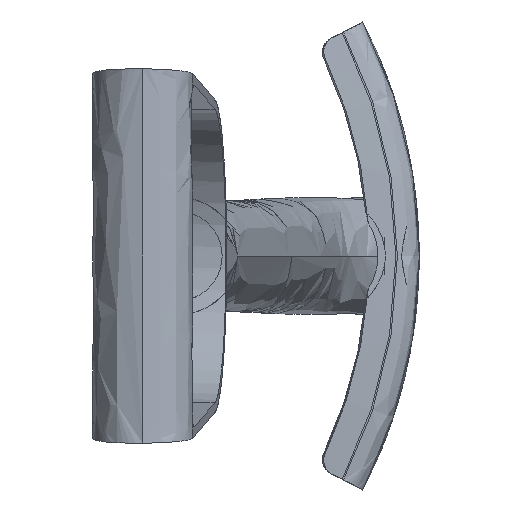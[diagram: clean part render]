
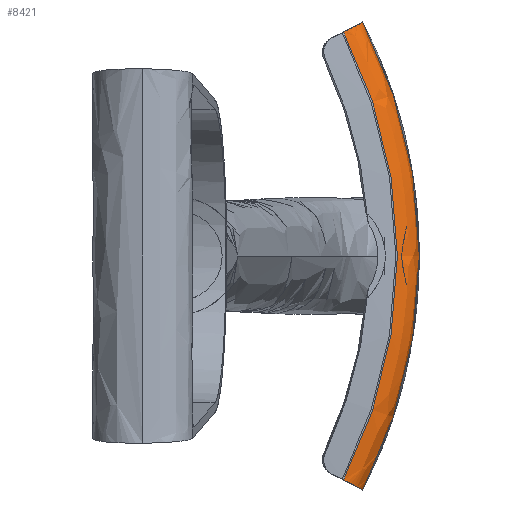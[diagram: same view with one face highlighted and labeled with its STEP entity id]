
A CAD part, left-side view. The second image highlights one B-rep face of the part: STEP entity #8421.
In plain terms, the highlighted free-form (B-spline) face has degree [3, 3] with [4, 4] control points.
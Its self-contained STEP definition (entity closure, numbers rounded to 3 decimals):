
#8421 = ADVANCED_FACE('',(#8422),#8456,.T.);
#8422 = FACE_BOUND('',#8423,.T.);
#8423 = EDGE_LOOP('',(#8424,#8434,#8442,#8450));
#8424 = ORIENTED_EDGE('',*,*,#8425,.T.);
#8425 = EDGE_CURVE('',#8426,#8428,#8430,.T.);
#8426 = VERTEX_POINT('',#8427);
#8427 = CARTESIAN_POINT('',(0.,27.03,
    -112.369));
#8428 = VERTEX_POINT('',#8429);
#8429 = CARTESIAN_POINT('',(0.,27.03,
    112.369));
#8430 = ( BOUNDED_CURVE() B_SPLINE_CURVE(2,(#8431,#8432,#8433),
.UNSPECIFIED.,.F.,.F.) B_SPLINE_CURVE_WITH_KNOTS((3,3),(0.,
0.944),.PIECEWISE_BEZIER_KNOTS.) CURVE() 
GEOMETRIC_REPRESENTATION_ITEM() RATIONAL_B_SPLINE_CURVE((1.,
0.891,1.)) REPRESENTATION_ITEM('') );
#8431 = CARTESIAN_POINT('',(0.,27.03,
    -112.369));
#8432 = CARTESIAN_POINT('',(0.,-30.35,
    0.));
#8433 = CARTESIAN_POINT('',(0.,27.03,
    112.369));
#8434 = ORIENTED_EDGE('',*,*,#8435,.T.);
#8435 = EDGE_CURVE('',#8428,#8436,#8438,.T.);
#8436 = VERTEX_POINT('',#8437);
#8437 = CARTESIAN_POINT('',(-12.542,36.402,
    107.583));
#8438 = ( BOUNDED_CURVE() B_SPLINE_CURVE(2,(#8439,#8440,#8441),
.UNSPECIFIED.,.F.,.F.) B_SPLINE_CURVE_WITH_KNOTS((3,3),(
0.,1.396),.PIECEWISE_BEZIER_KNOTS.) CURVE() 
GEOMETRIC_REPRESENTATION_ITEM() RATIONAL_B_SPLINE_CURVE((1.,
0.766,1.)) REPRESENTATION_ITEM('') );
#8439 = CARTESIAN_POINT('',(0.,27.03,
    112.369));
#8440 = CARTESIAN_POINT('',(-10.686,27.03,
    112.369));
#8441 = CARTESIAN_POINT('',(-12.542,36.402,
    107.583));
#8442 = ORIENTED_EDGE('',*,*,#8443,.T.);
#8443 = EDGE_CURVE('',#8436,#8444,#8446,.T.);
#8444 = VERTEX_POINT('',#8445);
#8445 = CARTESIAN_POINT('',(-12.542,36.402,
    -107.583));
#8446 = ( BOUNDED_CURVE() B_SPLINE_CURVE(2,(#8447,#8448,#8449),
.UNSPECIFIED.,.F.,.F.) B_SPLINE_CURVE_WITH_KNOTS((3,3),(0.,
0.944),.PIECEWISE_BEZIER_KNOTS.) CURVE() 
GEOMETRIC_REPRESENTATION_ITEM() RATIONAL_B_SPLINE_CURVE((1.,
0.891,1.)) REPRESENTATION_ITEM('') );
#8447 = CARTESIAN_POINT('',(-12.542,36.402,
    107.583));
#8448 = CARTESIAN_POINT('',(-12.542,-18.533,
    0.));
#8449 = CARTESIAN_POINT('',(-12.542,36.402,
    -107.583));
#8450 = ORIENTED_EDGE('',*,*,#8451,.T.);
#8451 = EDGE_CURVE('',#8444,#8426,#8452,.T.);
#8452 = ( BOUNDED_CURVE() B_SPLINE_CURVE(2,(#8453,#8454,#8455),
.UNSPECIFIED.,.F.,.F.) B_SPLINE_CURVE_WITH_KNOTS((3,3),(0.,
1.396),.PIECEWISE_BEZIER_KNOTS.) CURVE() 
GEOMETRIC_REPRESENTATION_ITEM() RATIONAL_B_SPLINE_CURVE((1.,
0.766,1.)) REPRESENTATION_ITEM('') );
#8453 = CARTESIAN_POINT('',(-12.542,36.402,
    -107.583));
#8454 = CARTESIAN_POINT('',(-10.686,27.03,
    -112.369));
#8455 = CARTESIAN_POINT('',(0.,27.03,
    -112.369));
#8456 = ( BOUNDED_SURFACE() B_SPLINE_SURFACE(3,3,(
    (#8457,#8458,#8459,#8460)
    ,(#8461,#8462,#8463,#8464)
    ,(#8465,#8466,#8467,#8468)
    ,(#8469,#8470,#8471,#8472
)),.UNSPECIFIED.,.F.,.F.,.F.) B_SPLINE_SURFACE_WITH_KNOTS((4,4),(4,4),(
    0.,1.),(0.,1.),.PIECEWISE_BEZIER_KNOTS.) 
GEOMETRIC_REPRESENTATION_ITEM() RATIONAL_B_SPLINE_SURFACE((
    (1.,0.927,0.927,1.)
    ,(0.799,0.74,0.74,0.799)
    ,(0.799,0.74,0.74,0.799)
,(1.,0.927,0.927,1.
))) REPRESENTATION_ITEM('') SURFACE() );
#8457 = CARTESIAN_POINT('',(1.271,27.086,
    112.34));
#8458 = CARTESIAN_POINT('',(1.271,-9.652,
    40.393));
#8459 = CARTESIAN_POINT('',(1.271,-9.652,
    -40.393));
#8460 = CARTESIAN_POINT('',(1.271,27.086,
    -112.34));
#8461 = CARTESIAN_POINT('',(-6.302,26.409,
    112.686));
#8462 = CARTESIAN_POINT('',(-6.302,-10.442,
    40.517));
#8463 = CARTESIAN_POINT('',(-6.302,-10.442,
    -40.517));
#8464 = CARTESIAN_POINT('',(-6.302,26.409,
    -112.686));
#8465 = CARTESIAN_POINT('',(-12.133,30.767,
    110.461));
#8466 = CARTESIAN_POINT('',(-12.133,-5.357,
    39.717));
#8467 = CARTESIAN_POINT('',(-12.133,-5.357,
    -39.717));
#8468 = CARTESIAN_POINT('',(-12.133,30.767,
    -110.461));
#8469 = CARTESIAN_POINT('',(-12.7,37.527,
    107.009));
#8470 = CARTESIAN_POINT('',(-12.7,2.532,
    38.476));
#8471 = CARTESIAN_POINT('',(-12.7,2.532,-38.476
    ));
#8472 = CARTESIAN_POINT('',(-12.7,37.527,
    -107.009));
